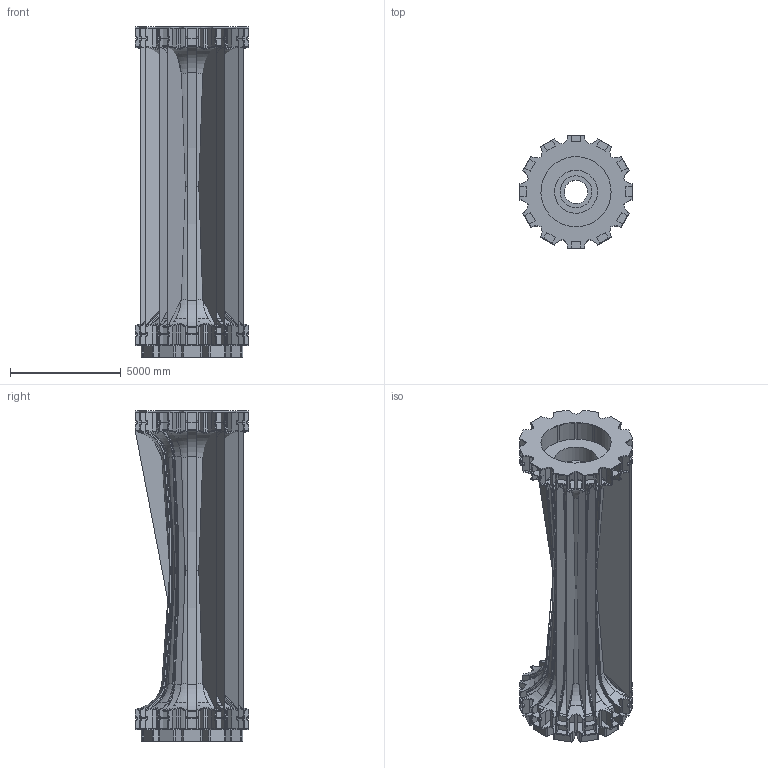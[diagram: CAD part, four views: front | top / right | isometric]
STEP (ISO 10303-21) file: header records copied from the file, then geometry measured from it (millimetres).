
FILE_DESCRIPTION(('HOOPS Exchange Step'),'2;1');
FILE_NAME('InnerCoilStructure242.STP','2026-02-04T16:22:13-05:00',('ral5748'),('None'),'HOOPS Exchange 2024.8','SOLIDWORKS MBD','None');
FILE_SCHEMA( ('AP242_MANAGED_MODEL_BASED_3D_ENGINEERING_MIM_LF {1 0 10303 442 4 1 4}') );
Length unit declared in the file: metre
Products named in the file (1): Default
Bounding box: 5112.67 x 5112.67 x 14899 mm (x, y, z)
Volume: 48009260490.7 mm3; surface area: 418822929.3 mm2
Topology: 1 solids, 1 shells, 1839 faces, 5207 edges, 3388 vertices
Faces by surface type: plane 776, cylinder 679, cone 264, torus 72, bspline 48
Full cylindrical faces by diameter (mm): 1060 x1, 1443.033 x2, 1940 x2, 3170 x2
Entity records: 61531 total; most frequent: CARTESIAN_POINT 14027, ORIENTED_EDGE 10414, DIRECTION 9593, EDGE_CURVE 5207, VERTEX_POINT 3388, AXIS2_PLACEMENT_3D 3323, VECTOR 2947, LINE 2947
